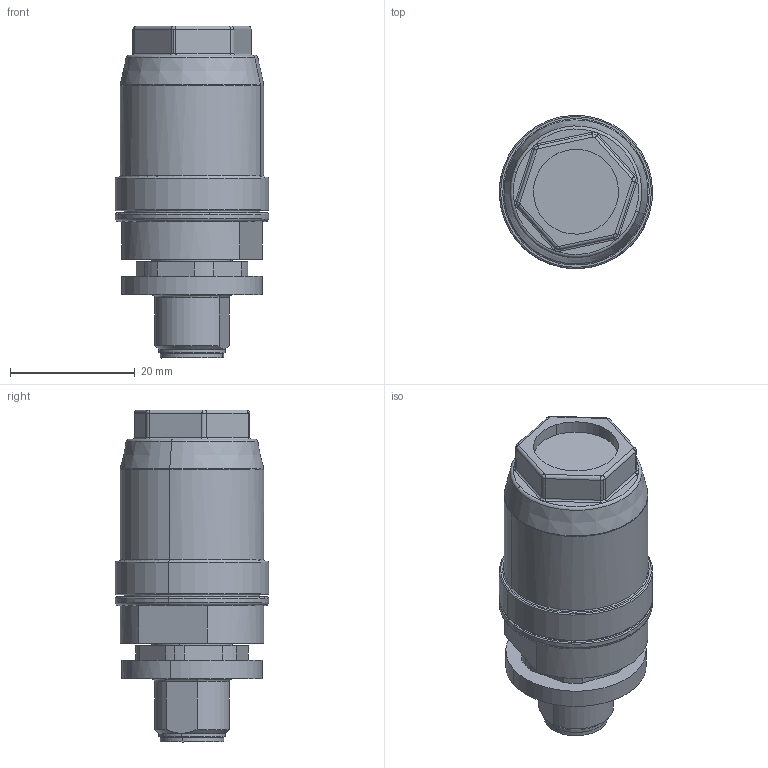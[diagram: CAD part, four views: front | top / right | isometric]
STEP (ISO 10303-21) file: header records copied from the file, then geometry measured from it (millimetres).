
FILE_DESCRIPTION(('CATIA V5 STEP Exchange','CAx-IF Rec.Pracs.--- Model Styling and Organization---1.4--- 2014-01-23'),'2;1');
FILE_NAME ('405252-3_0_2531020000_2531020000.stp','2020-11-10T12:03:56+00:00',('none'),('Weidmueller'),'CATIA Version 5-6 Release 2016 SP3 HF44','CATIA V5 STEP AP214','none');
FILE_SCHEMA(('AUTOMOTIVE_DESIGN { 1 0 10303 214 1 1 1 1 }'));
Length unit declared in the file: millimetre
Products named in the file (1): 2531020000
Bounding box: 24.53 x 24.53 x 53.15 mm (x, y, z)
Volume: 16936.4 mm3; surface area: 6091.5 mm2
Topology: 2 solids, 2 shells, 274 faces, 622 edges, 350 vertices
Faces by surface type: cylinder 122, plane 58, torus 56, sphere 21, bspline 11, cone 6
Entity records: 7970 total; most frequent: CARTESIAN_POINT 2373, ORIENTED_EDGE 1200, DIRECTION 988, EDGE_CURVE 598, AXIS2_PLACEMENT_3D 515, VERTEX_POINT 348, EDGE_LOOP 294, ADVANCED_FACE 274
